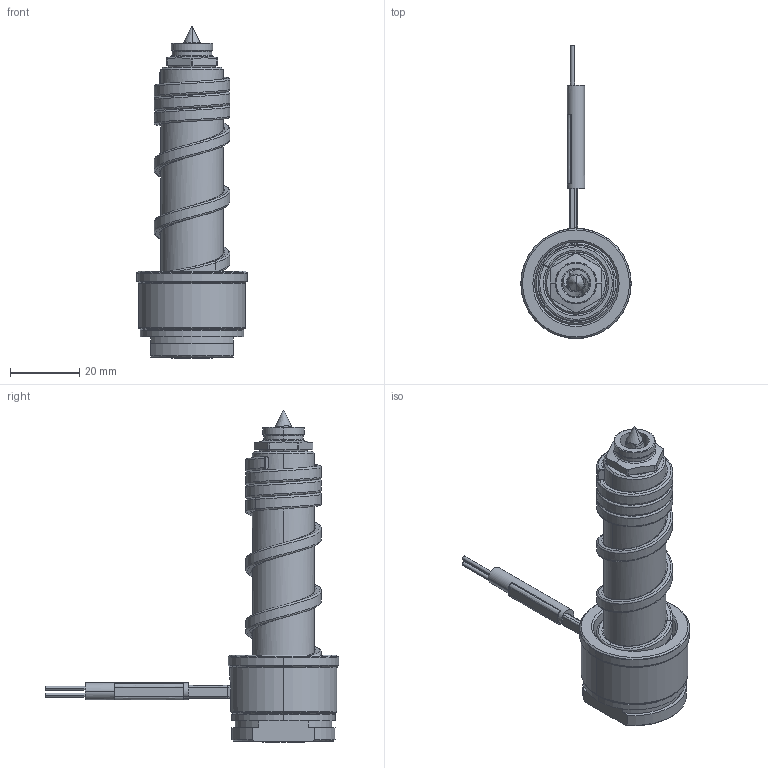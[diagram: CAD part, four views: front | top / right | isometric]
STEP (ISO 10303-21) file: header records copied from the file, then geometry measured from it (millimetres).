
FILE_DESCRIPTION((''),'2;1');
FILE_NAME('SM-96-BKU-N','2014-03-03T',('Íàòàëüÿ'),('IMID'),'PRO/ENGINEER BY PARAMETRIC TECHNOLOGY CORPORATION, 2010180','PRO/ENGINEER BY PARAMETRIC TECHNOLOGY CORPORATION, 2010180','');
FILE_SCHEMA(('CONFIG_CONTROL_DESIGN'));
Length unit declared in the file: millimetre
Products named in the file (1): SM-96-BKU-N
Bounding box: 32 x 85 x 96.2 mm (x, y, z)
Volume: 32653.3 mm3; surface area: 17916.2 mm2
Topology: 1 solids, 10 shells, 332 faces, 851 edges, 508 vertices
Faces by surface type: cylinder 112, bspline 66, cone 60, plane 52, torus 26, revolution 9, extrusion 7
Entity records: 17630 total; most frequent: CARTESIAN_POINT 9997, ORIENTED_EDGE 1662, DIRECTION 1460, EDGE_CURVE 843, AXIS2_PLACEMENT_3D 579, VERTEX_POINT 508, EDGE_LOOP 355, FACE_OUTER_BOUND 332
